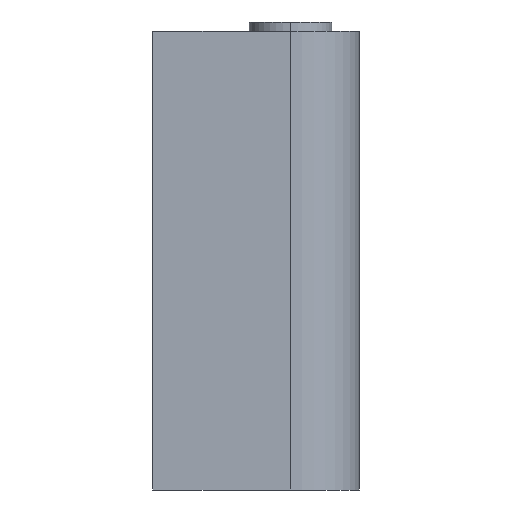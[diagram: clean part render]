
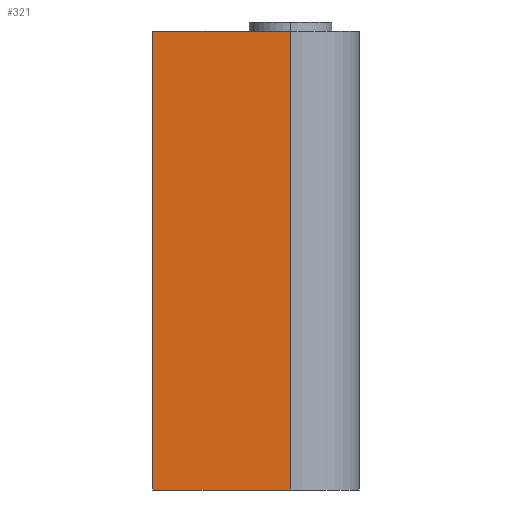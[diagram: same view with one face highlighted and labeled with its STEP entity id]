
A CAD part, left-side view. The second image highlights one B-rep face of the part: STEP entity #321.
In plain terms, the highlighted planar face has unit normal (-1, 0, 0).
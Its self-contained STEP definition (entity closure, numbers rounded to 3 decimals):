
#294=AXIS2_PLACEMENT_3D('Plane Axis2P3D',#291,#292,#293) ;
#242=CARTESIAN_POINT('Vertex',(-30.,15.,-25.)) ;
#270=CARTESIAN_POINT('Vertex',(-30.,0.,-25.)) ;
#273=CARTESIAN_POINT('Line Origine',(-30.,7.5,-25.)) ;
#291=CARTESIAN_POINT('Axis2P3D Location',(-30.,15.,0.)) ;
#296=CARTESIAN_POINT('Line Origine',(-30.,15.,0.)) ;
#300=CARTESIAN_POINT('Vertex',(-30.,15.,25.)) ;
#303=CARTESIAN_POINT('Line Origine',(-30.,0.,0.)) ;
#307=CARTESIAN_POINT('Vertex',(-30.,0.,25.)) ;
#310=CARTESIAN_POINT('Line Origine',(-30.,7.5,25.)) ;
#274=DIRECTION('Vector Direction',(0.,-1.,0.)) ;
#292=DIRECTION('Axis2P3D Direction',(-1.,0.,0.)) ;
#293=DIRECTION('Axis2P3D XDirection',(0.,-1.,0.)) ;
#297=DIRECTION('Vector Direction',(0.,0.,1.)) ;
#304=DIRECTION('Vector Direction',(0.,0.,1.)) ;
#311=DIRECTION('Vector Direction',(0.,-1.,0.)) ;
#275=VECTOR('Line Direction',#274,1.) ;
#298=VECTOR('Line Direction',#297,1.) ;
#305=VECTOR('Line Direction',#304,1.) ;
#312=VECTOR('Line Direction',#311,1.) ;
#316=ORIENTED_EDGE('',*,*,#302,.F.) ;
#317=ORIENTED_EDGE('',*,*,#277,.T.) ;
#318=ORIENTED_EDGE('',*,*,#309,.T.) ;
#319=ORIENTED_EDGE('',*,*,#314,.F.) ;
#321=ADVANCED_FACE('Corps principal',(#320),#295,.T.) ;
#277=EDGE_CURVE('',#243,#271,#276,.T.) ;
#302=EDGE_CURVE('',#243,#301,#299,.T.) ;
#309=EDGE_CURVE('',#271,#308,#306,.T.) ;
#314=EDGE_CURVE('',#301,#308,#313,.T.) ;
#315=EDGE_LOOP('',(#316,#317,#318,#319)) ;
#320=FACE_OUTER_BOUND('',#315,.T.) ;
#276=LINE('Line',#273,#275) ;
#299=LINE('Line',#296,#298) ;
#306=LINE('Line',#303,#305) ;
#313=LINE('Line',#310,#312) ;
#295=PLANE('Plane',#294) ;
#243=VERTEX_POINT('',#242) ;
#271=VERTEX_POINT('',#270) ;
#301=VERTEX_POINT('',#300) ;
#308=VERTEX_POINT('',#307) ;
